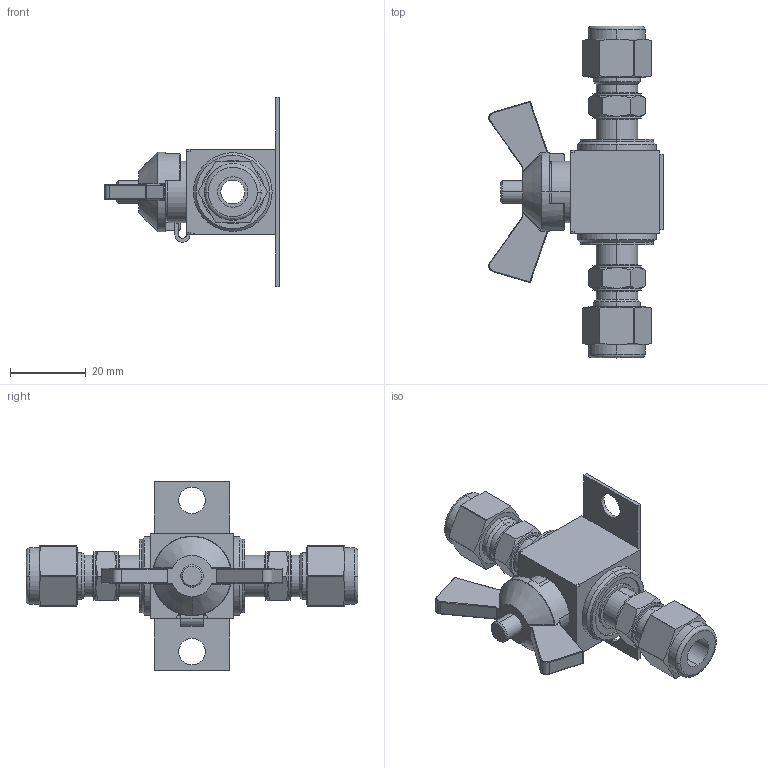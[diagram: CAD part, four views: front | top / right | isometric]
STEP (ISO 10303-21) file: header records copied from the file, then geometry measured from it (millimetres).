
FILE_DESCRIPTION (( 'STEP AP203' ), '1' );
FILE_NAME ('Ñáîðêà êðàíà lok 8Íæ.STEP', '2017-03-01T13:03:01', ( '' ), ( '' ), 'SwSTEP 2.0', 'SolidWorks 2016', '' );
FILE_SCHEMA (( 'CONFIG_CONTROL_DESIGN' ));
Products named in the file (1): Ñáîðêà êðàíà lok 8Íæ
Bounding box: 46.18 x 87.8 x 50 mm (x, y, z)
Volume: 21752.5 mm3; surface area: 14259.4 mm2
Topology: 2 solids, 5 shells, 1659 faces, 4652 edges, 3063 vertices
Faces by surface type: cylinder 786, plane 785, bspline 45, cone 43
Entity records: 56362 total; most frequent: CARTESIAN_POINT 12500, DIRECTION 9323, ORIENTED_EDGE 9274, EDGE_CURVE 4637, AXIS2_PLACEMENT_3D 3241, VERTEX_POINT 3063, LINE 2841, VECTOR 2841
